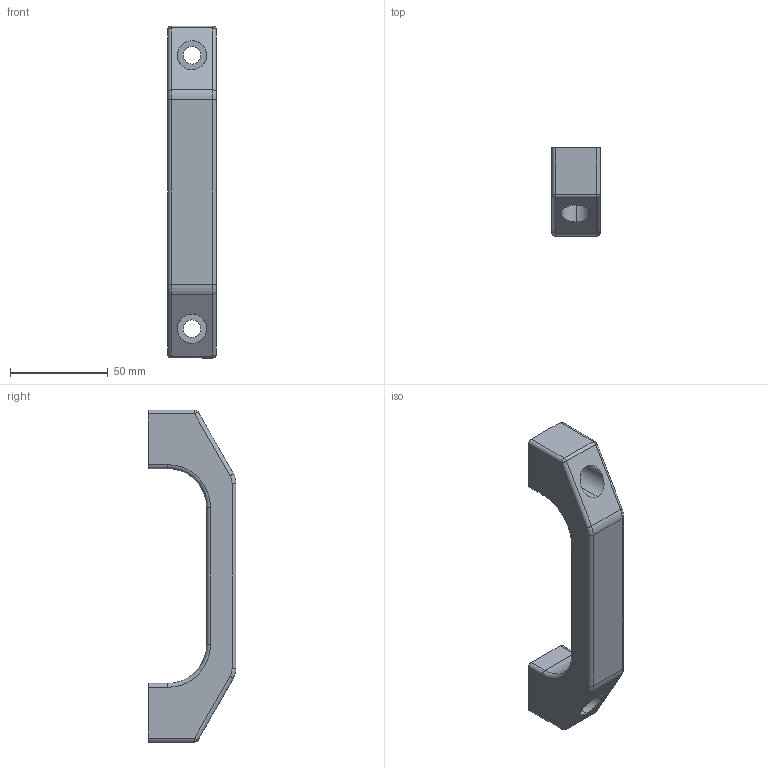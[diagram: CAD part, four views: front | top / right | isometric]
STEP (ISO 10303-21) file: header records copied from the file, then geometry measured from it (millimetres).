
FILE_DESCRIPTION((''),'2;1');
FILE_NAME('SZ0820S.stp','2009-10-19T14:17:25',(''),(''),'Mechanical Desktop 2007','Mechanical Desktop 2007',', , ');
FILE_SCHEMA(('CONFIG_CONTROL_DESIGN'));
Length unit declared in the file: millimetre
Products named in the file (3): DRAWING1; SZ0820S; SZ0810N
Assembly tree (1 placements, depth 2):
  DRAWING1
    SZ0820S
  SZ0810N
Bounding box: 25 x 45 x 170 mm (x, y, z)
Volume: 85919.4 mm3; surface area: 20411.4 mm2
Topology: 1 solids, 1 shells, 56 faces, 132 edges, 76 vertices
Faces by surface type: cylinder 30, plane 14, torus 8, sphere 4
Entity records: 1872 total; most frequent: DIRECTION 314, CARTESIAN_POINT 263, ORIENTED_EDGE 256, EDGE_CURVE 128, AXIS2_PLACEMENT_3D 127, VERTEX_POINT 76, CIRCLE 64, EDGE_LOOP 62
